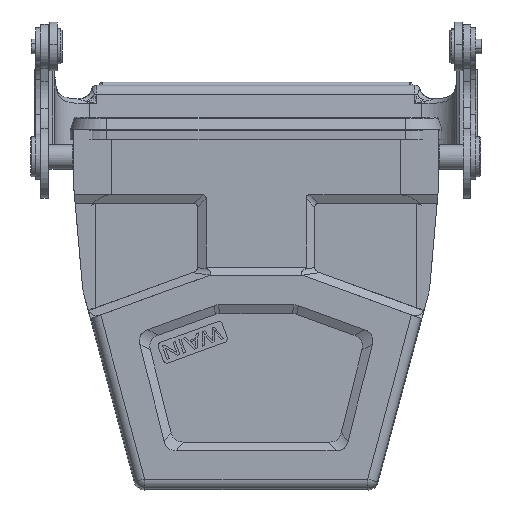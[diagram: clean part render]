
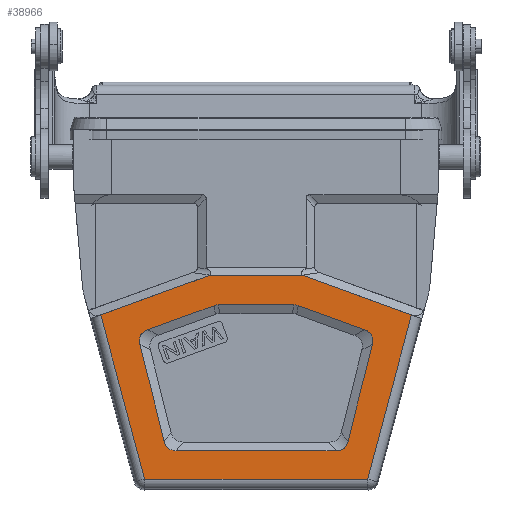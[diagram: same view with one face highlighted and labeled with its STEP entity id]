
A CAD part, front view. The second image highlights one B-rep face of the part: STEP entity #38966.
In plain terms, the highlighted planar face has unit normal (0, -1, 0).
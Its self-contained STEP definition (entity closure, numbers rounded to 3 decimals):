
#11186=CARTESIAN_POINT('',(31.065,-22.5,-37.01));
#11324=CARTESIAN_POINT('',(-31.065,-22.5,-37.01));
#12765=DIRECTION('',(0.242,0.,-0.97));
#12766=VECTOR('',#12765,19.974);
#12767=CARTESIAN_POINT('',(-23.224,-22.5,
-42.895));
#12768=LINE('',#12767,#12766);
#12769=CARTESIAN_POINT('',(-15.977,-22.5,-64.151));
#12770=CARTESIAN_POINT('',(-16.241,-22.5,-64.151));
#12771=CARTESIAN_POINT('',(-16.726,-22.5,
-64.094));
#12772=CARTESIAN_POINT('',(-17.322,-22.5,
-63.857));
#12773=CARTESIAN_POINT('',(-17.788,-22.5,
-63.497));
#12774=CARTESIAN_POINT('',(-18.162,-22.5,
-62.984));
#12775=CARTESIAN_POINT('',(-18.335,-22.5,
-62.531));
#12776=CARTESIAN_POINT('',(-18.398,-22.5,
-62.277));
#12778=DIRECTION('',(1.,0.,0.));
#12779=VECTOR('',#12778,31.955);
#12780=CARTESIAN_POINT('',(-15.977,-22.5,-64.151));
#12781=LINE('',#12780,#12779);
#12782=CARTESIAN_POINT('',(15.977,-22.5,-64.151));
#12783=CARTESIAN_POINT('',(16.243,-22.5,-64.151));
#12784=CARTESIAN_POINT('',(16.73,-22.5,
-64.093));
#12785=CARTESIAN_POINT('',(17.327,-22.5,
-63.854));
#12786=CARTESIAN_POINT('',(17.788,-22.5,
-63.496));
#12787=CARTESIAN_POINT('',(18.162,-22.5,
-62.984));
#12788=CARTESIAN_POINT('',(18.335,-22.5,
-62.532));
#12789=CARTESIAN_POINT('',(18.398,-22.5,
-62.277));
#12791=DIRECTION('',(0.242,0.,0.97));
#12792=VECTOR('',#12791,19.974);
#12793=CARTESIAN_POINT('',(18.398,-22.5,
-62.277));
#12794=LINE('',#12793,#12792);
#12795=CARTESIAN_POINT('',(23.224,-22.5,
-42.895));
#12796=CARTESIAN_POINT('',(23.284,-22.5,
-42.656));
#12797=CARTESIAN_POINT('',(23.349,-22.5,
-42.205));
#12798=CARTESIAN_POINT('',(23.294,-22.5,
-41.596));
#12799=CARTESIAN_POINT('',(23.102,-22.5,
-41.085));
#12800=CARTESIAN_POINT('',(22.779,-22.5,
-40.639));
#12801=CARTESIAN_POINT('',(22.297,-22.5,
-40.251));
#12802=CARTESIAN_POINT('',(21.88,-22.5,
-40.052));
#12803=CARTESIAN_POINT('',(21.647,-22.5,
-39.967));
#12805=DIRECTION('',(0.94,0.,-0.342));
#12806=VECTOR('',#12805,14.082);
#12807=CARTESIAN_POINT('',(8.414,-22.5,-35.151));
#12808=LINE('',#12807,#12806);
#12809=CARTESIAN_POINT('',(8.414,-22.5,-35.151));
#12810=CARTESIAN_POINT('',(8.138,-22.5,-35.05));
#12811=CARTESIAN_POINT('',(7.853,-22.5,-35.));
#12812=CARTESIAN_POINT('',(7.559,-22.5,-35.));
#12814=DIRECTION('',(-1.,0.,0.));
#12815=VECTOR('',#12814,15.118);
#12816=CARTESIAN_POINT('',(7.559,-22.5,-35.));
#12817=LINE('',#12816,#12815);
#12818=CARTESIAN_POINT('',(-7.559,-22.5,-35.));
#12819=CARTESIAN_POINT('',(-7.853,-22.5,-35.));
#12820=CARTESIAN_POINT('',(-8.138,-22.5,-35.05));
#12821=CARTESIAN_POINT('',(-8.414,-22.5,-35.151));
#12823=DIRECTION('',(0.94,0.,0.342));
#12824=VECTOR('',#12823,14.082);
#12825=CARTESIAN_POINT('',(-21.647,-22.5,
-39.967));
#12826=LINE('',#12825,#12824);
#12827=CARTESIAN_POINT('',(-21.647,-22.5,
-39.967));
#12828=CARTESIAN_POINT('',(-21.88,-22.5,
-40.052));
#12829=CARTESIAN_POINT('',(-22.296,-22.5,
-40.251));
#12830=CARTESIAN_POINT('',(-22.779,-22.5,
-40.639));
#12831=CARTESIAN_POINT('',(-23.102,-22.5,
-41.085));
#12832=CARTESIAN_POINT('',(-23.294,-22.5,
-41.596));
#12833=CARTESIAN_POINT('',(-23.349,-22.5,
-42.204));
#12834=CARTESIAN_POINT('',(-23.284,-22.5,
-42.656));
#12835=CARTESIAN_POINT('',(-23.224,-22.5,
-42.895));
#12837=DIRECTION('',(0.259,0.,-0.966));
#12838=VECTOR('',#12837,33.969);
#12839=CARTESIAN_POINT('',(-31.065,-22.5,-37.01));
#12840=LINE('',#12839,#12838);
#12841=DIRECTION('',(0.94,0.,0.342));
#12842=VECTOR('',#12841,23.257);
#12843=CARTESIAN_POINT('',(-31.065,-22.5,-37.01));
#12844=LINE('',#12843,#12842);
#12845=DIRECTION('',(1.,0.,0.));
#12846=VECTOR('',#12845,18.42);
#12847=CARTESIAN_POINT('',(-9.21,-22.499,
-29.055));
#12848=LINE('',#12847,#12846);
#12849=DIRECTION('',(0.94,0.,-0.342));
#12850=VECTOR('',#12849,23.257);
#12851=CARTESIAN_POINT('',(9.21,-22.499,
-29.055));
#12852=LINE('',#12851,#12850);
#12853=DIRECTION('',(0.259,0.,0.966));
#12854=VECTOR('',#12853,33.969);
#12855=CARTESIAN_POINT('',(22.273,-22.5,-69.821));
#12856=LINE('',#12855,#12854);
#12857=DIRECTION('',(1.,0.,0.));
#12858=VECTOR('',#12857,44.546);
#12859=CARTESIAN_POINT('',(-22.273,-22.5,-69.821));
#12860=LINE('',#12859,#12858);
#17506=CARTESIAN_POINT('',(-23.224,-22.5,
-42.895));
#17507=CARTESIAN_POINT('',(-18.398,-22.5,
-62.277));
#17508=VERTEX_POINT('',#17506);
#17509=VERTEX_POINT('',#17507);
#17510=VERTEX_POINT('',#12769);
#17511=VERTEX_POINT('',#12782);
#17512=VERTEX_POINT('',#12789);
#17513=CARTESIAN_POINT('',(23.224,-22.5,
-42.895));
#17514=VERTEX_POINT('',#17513);
#17515=VERTEX_POINT('',#12803);
#17516=CARTESIAN_POINT('',(8.414,-22.5,-35.151));
#17517=VERTEX_POINT('',#17516);
#17518=VERTEX_POINT('',#12812);
#17519=CARTESIAN_POINT('',(-7.559,-22.5,-35.));
#17520=VERTEX_POINT('',#17519);
#17521=VERTEX_POINT('',#12821);
#17522=CARTESIAN_POINT('',(-21.647,-22.5,
-39.967));
#17523=VERTEX_POINT('',#17522);
#17597=CARTESIAN_POINT('',(-9.21,-22.499,
-29.055));
#17598=CARTESIAN_POINT('',(9.21,-22.499,
-29.055));
#17599=VERTEX_POINT('',#17597);
#17600=VERTEX_POINT('',#17598);
#17714=VERTEX_POINT('',#11324);
#17715=CARTESIAN_POINT('',(-22.273,-22.5,-69.821));
#17716=VERTEX_POINT('',#17715);
#17717=CARTESIAN_POINT('',(22.273,-22.5,-69.821));
#17718=VERTEX_POINT('',#17717);
#17719=VERTEX_POINT('',#11186);
#38925=CARTESIAN_POINT('',(0.,-22.5,0.));
#38926=DIRECTION('',(0.,1.,0.));
#38927=DIRECTION('',(1.,0.,0.));
#38928=AXIS2_PLACEMENT_3D('',#38925,#38926,#38927);
#38929=PLANE('',#38928);
#38931=ORIENTED_EDGE('',*,*,#38930,.F.);
#38932=ORIENTED_EDGE('',*,*,#36703,.T.);
#38934=ORIENTED_EDGE('',*,*,#38933,.T.);
#38935=ORIENTED_EDGE('',*,*,#36546,.T.);
#38936=ORIENTED_EDGE('',*,*,#36529,.F.);
#38937=ORIENTED_EDGE('',*,*,#38917,.F.);
#38938=EDGE_LOOP('',(#38931,#38932,#38934,#38935,#38936,#38937));
#38939=FACE_OUTER_BOUND('',#38938,.F.);
#38941=ORIENTED_EDGE('',*,*,#38940,.T.);
#38943=ORIENTED_EDGE('',*,*,#38942,.F.);
#38945=ORIENTED_EDGE('',*,*,#38944,.T.);
#38947=ORIENTED_EDGE('',*,*,#38946,.T.);
#38949=ORIENTED_EDGE('',*,*,#38948,.T.);
#38951=ORIENTED_EDGE('',*,*,#38950,.T.);
#38953=ORIENTED_EDGE('',*,*,#38952,.F.);
#38955=ORIENTED_EDGE('',*,*,#38954,.T.);
#38957=ORIENTED_EDGE('',*,*,#38956,.T.);
#38959=ORIENTED_EDGE('',*,*,#38958,.T.);
#38961=ORIENTED_EDGE('',*,*,#38960,.F.);
#38963=ORIENTED_EDGE('',*,*,#38962,.T.);
#38964=EDGE_LOOP('',(#38941,#38943,#38945,#38947,#38949,#38951,#38953,#38955,
#38957,#38959,#38961,#38963));
#38965=FACE_BOUND('',#38964,.F.);
#38966=ADVANCED_FACE('',(#38939,#38965),#38929,.F.);
#12777=B_SPLINE_CURVE_WITH_KNOTS('',3,(#12769,#12770,#12771,#12772,#12773,
#12774,#12775,#12776),.UNSPECIFIED.,.F.,.F.,(4,1,1,1,1,4),(0.,0.2,0.4,
0.6,0.8,1.),.UNSPECIFIED.);
#12790=B_SPLINE_CURVE_WITH_KNOTS('',3,(#12782,#12783,#12784,#12785,#12786,
#12787,#12788,#12789),.UNSPECIFIED.,.F.,.F.,(4,1,1,1,1,4),(0.,0.2,0.4,
0.6,0.8,1.),.UNSPECIFIED.);
#12804=B_SPLINE_CURVE_WITH_KNOTS('',3,(#12795,#12796,#12797,#12798,#12799,
#12800,#12801,#12802,#12803),.UNSPECIFIED.,.F.,.F.,(4,1,1,1,1,1,4),(0.,
0.167,0.333,0.5,0.667,0.833,
1.),.UNSPECIFIED.);
#12813=B_SPLINE_CURVE_WITH_KNOTS('',3,(#12809,#12810,#12811,#12812),
.UNSPECIFIED.,.F.,.F.,(4,4),(0.,1.),.UNSPECIFIED.);
#12822=B_SPLINE_CURVE_WITH_KNOTS('',3,(#12818,#12819,#12820,#12821),
.UNSPECIFIED.,.F.,.F.,(4,4),(0.,1.),.UNSPECIFIED.);
#12836=B_SPLINE_CURVE_WITH_KNOTS('',3,(#12827,#12828,#12829,#12830,#12831,
#12832,#12833,#12834,#12835),.UNSPECIFIED.,.F.,.F.,(4,1,1,1,1,1,4),(0.,
0.167,0.333,0.5,0.667,0.833,
1.),.UNSPECIFIED.);
#36529=EDGE_CURVE('',#17718,#17719,#12856,.T.);
#36546=EDGE_CURVE('',#17600,#17719,#12852,.T.);
#36703=EDGE_CURVE('',#17714,#17599,#12844,.T.);
#38917=EDGE_CURVE('',#17716,#17718,#12860,.T.);
#38930=EDGE_CURVE('',#17714,#17716,#12840,.T.);
#38933=EDGE_CURVE('',#17599,#17600,#12848,.T.);
#38940=EDGE_CURVE('',#17508,#17509,#12768,.T.);
#38942=EDGE_CURVE('',#17510,#17509,#12777,.T.);
#38944=EDGE_CURVE('',#17510,#17511,#12781,.T.);
#38946=EDGE_CURVE('',#17511,#17512,#12790,.T.);
#38948=EDGE_CURVE('',#17512,#17514,#12794,.T.);
#38950=EDGE_CURVE('',#17514,#17515,#12804,.T.);
#38952=EDGE_CURVE('',#17517,#17515,#12808,.T.);
#38954=EDGE_CURVE('',#17517,#17518,#12813,.T.);
#38956=EDGE_CURVE('',#17518,#17520,#12817,.T.);
#38958=EDGE_CURVE('',#17520,#17521,#12822,.T.);
#38960=EDGE_CURVE('',#17523,#17521,#12826,.T.);
#38962=EDGE_CURVE('',#17523,#17508,#12836,.T.);
